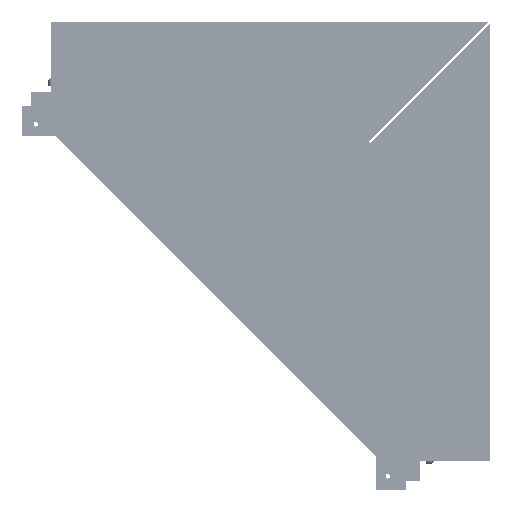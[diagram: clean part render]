
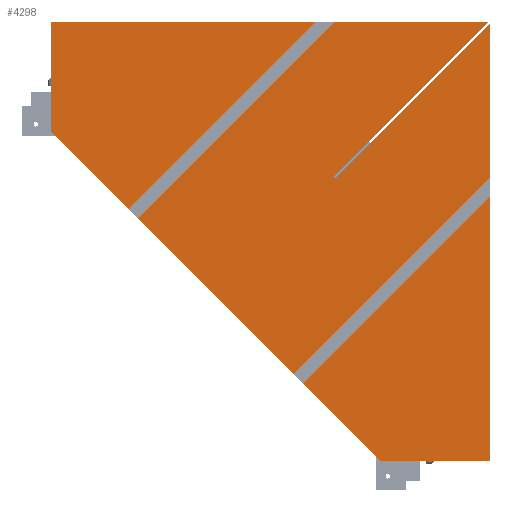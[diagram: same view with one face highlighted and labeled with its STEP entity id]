
A CAD part, top view. The second image highlights one B-rep face of the part: STEP entity #4298.
In plain terms, the highlighted planar face has unit normal (0, 0, 1).
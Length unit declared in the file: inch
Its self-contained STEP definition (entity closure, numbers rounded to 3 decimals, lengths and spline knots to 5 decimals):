
#469=FACE_OUTER_BOUND('',#728,.T.);
#728=EDGE_LOOP('',(#2928,#2929,#2930,#2931,#2932,#2933,#2934,#2935));
#1021=LINE('',#6219,#1453);
#1025=LINE('',#6228,#1457);
#1029=LINE('',#6235,#1461);
#1033=LINE('',#6242,#1465);
#1038=LINE('',#6254,#1470);
#1041=LINE('',#6258,#1473);
#1042=LINE('',#6260,#1474);
#1043=LINE('',#6261,#1475);
#1453=VECTOR('',#4977,11.94424);
#1457=VECTOR('',#4983,11.94424);
#1461=VECTOR('',#4989,0.125);
#1465=VECTOR('',#4995,23.91161);
#1470=VECTOR('',#5004,25.45584);
#1473=VECTOR('',#5009,6.);
#1474=VECTOR('',#5010,6.);
#1475=VECTOR('',#5011,23.91161);
#1885=VERTEX_POINT('',#6217);
#1886=VERTEX_POINT('',#6218);
#1889=VERTEX_POINT('',#6226);
#1890=VERTEX_POINT('',#6227);
#1894=VERTEX_POINT('',#6240);
#1898=VERTEX_POINT('',#6252);
#1899=VERTEX_POINT('',#6253);
#1900=VERTEX_POINT('',#6259);
#2293=EDGE_CURVE('',#1885,#1886,#1021,.T.);
#2297=EDGE_CURVE('',#1889,#1890,#1025,.T.);
#2301=EDGE_CURVE('',#1890,#1885,#1029,.T.);
#2305=EDGE_CURVE('',#1886,#1894,#1033,.T.);
#2310=EDGE_CURVE('',#1898,#1899,#1038,.T.);
#2313=EDGE_CURVE('',#1894,#1898,#1041,.T.);
#2314=EDGE_CURVE('',#1899,#1900,#1042,.T.);
#2315=EDGE_CURVE('',#1900,#1889,#1043,.T.);
#2928=ORIENTED_EDGE('',*,*,#2293,.T.);
#2929=ORIENTED_EDGE('',*,*,#2305,.T.);
#2930=ORIENTED_EDGE('',*,*,#2313,.T.);
#2931=ORIENTED_EDGE('',*,*,#2310,.T.);
#2932=ORIENTED_EDGE('',*,*,#2314,.T.);
#2933=ORIENTED_EDGE('',*,*,#2315,.T.);
#2934=ORIENTED_EDGE('',*,*,#2297,.T.);
#2935=ORIENTED_EDGE('',*,*,#2301,.T.);
#4120=PLANE('',#4575);
#4298=ADVANCED_FACE('',(#469),#4120,.T.);
#4575=AXIS2_PLACEMENT_3D('',#6257,#5007,#5008);
#4977=DIRECTION('',(0.707,0.707,0.));
#4983=DIRECTION('',(-0.707,-0.707,0.));
#4989=DIRECTION('',(-0.707,0.707,0.));
#4995=DIRECTION('',(-1.,0.,0.));
#5004=DIRECTION('',(0.707,-0.707,0.));
#5007=DIRECTION('center_axis',(0.,0.,
1.));
#5008=DIRECTION('ref_axis',(1.,0.,0.));
#5009=DIRECTION('',(0.,-1.,0.));
#5010=DIRECTION('',(1.,0.,0.));
#5011=DIRECTION('',(0.,1.,0.));
#6217=CARTESIAN_POINT('',(15.46576,15.55415,0.75));
#6218=CARTESIAN_POINT('',(23.91161,24.,0.75));
#6219=CARTESIAN_POINT('',(15.8321,15.92049,0.75));
#6226=CARTESIAN_POINT('',(24.,23.91161,0.75));
#6227=CARTESIAN_POINT('',(15.55415,15.46576,0.75));
#6228=CARTESIAN_POINT('',(15.92049,15.8321,0.75));
#6235=CARTESIAN_POINT('',(15.50995,15.50995,0.75));
#6240=CARTESIAN_POINT('',(0.,24.,0.75));
#6242=CARTESIAN_POINT('',(24.,24.,0.75));
#6252=CARTESIAN_POINT('',(0.,18.,0.75));
#6253=CARTESIAN_POINT('',(18.,0.,0.75));
#6254=CARTESIAN_POINT('',(12.13008,5.86992,0.75));
#6257=CARTESIAN_POINT('Origin',(12.,12.,0.75));
#6258=CARTESIAN_POINT('',(0.,24.,0.75));
#6259=CARTESIAN_POINT('',(24.,0.,0.75));
#6260=CARTESIAN_POINT('',(0.,0.,0.75));
#6261=CARTESIAN_POINT('',(24.,0.,0.75));
